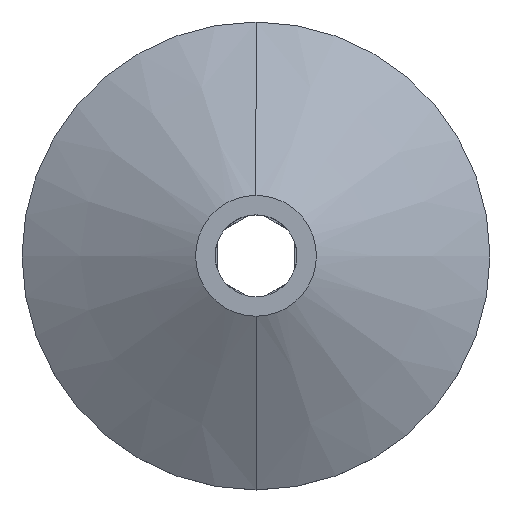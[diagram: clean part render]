
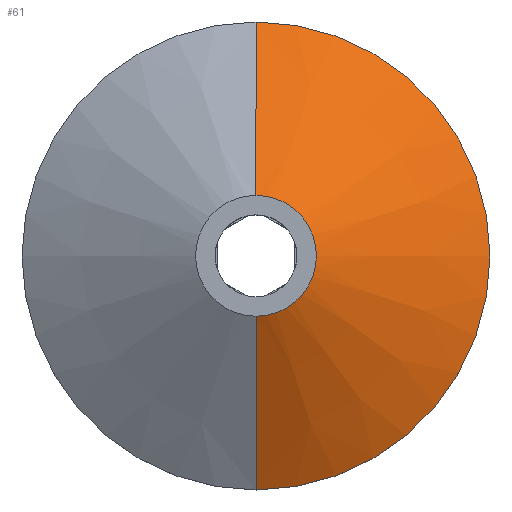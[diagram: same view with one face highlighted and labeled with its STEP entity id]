
A CAD part, top view. The second image highlights one B-rep face of the part: STEP entity #61.
In plain terms, the highlighted conical face has half-angle 60.673 degrees and reference radius 7.55 mm.
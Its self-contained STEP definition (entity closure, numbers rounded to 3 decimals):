
#61=ADVANCED_FACE('',(#143),#144,.T.);
#143=FACE_OUTER_BOUND('',#246,.T.);
#144=CONICAL_SURFACE('',#247,7.55,1.059);
#246=EDGE_LOOP('',(#358,#359,#360,#361));
#247=AXIS2_PLACEMENT_3D('',#362,#363,#364);
#358=ORIENTED_EDGE('',*,*,#608,.F.);
#359=ORIENTED_EDGE('',*,*,#609,.T.);
#360=ORIENTED_EDGE('',*,*,#610,.F.);
#361=ORIENTED_EDGE('',*,*,#604,.F.);
#362=CARTESIAN_POINT('',(0.,0.0,13.5));
#363=DIRECTION('',(0.,-0.0,-1.0));
#364=DIRECTION('',(0.0,1.0,0.0));
#604=EDGE_CURVE('',#708,#711,#712,.T.);
#608=EDGE_CURVE('',#717,#708,#718,.T.);
#609=EDGE_CURVE('',#717,#719,#720,.T.);
#610=EDGE_CURVE('',#711,#719,#721,.T.);
#708=VERTEX_POINT('',#851);
#711=VERTEX_POINT('',#855);
#712=CIRCLE('',#856,12.0);
#717=VERTEX_POINT('',#862);
#718=LINE('',#863,#864);
#719=VERTEX_POINT('',#865);
#720=CIRCLE('',#866,3.1);
#721=LINE('',#867,#868);
#851=CARTESIAN_POINT('',(0.,12.0,11.0));
#855=CARTESIAN_POINT('',(0.,-12.0,11.0));
#856=AXIS2_PLACEMENT_3D('',#1024,#1025,#1026);
#862=CARTESIAN_POINT('',(0.,3.1,16.0));
#863=CARTESIAN_POINT('',(0.,7.55,13.5));
#864=VECTOR('',#1031,1.0);
#865=CARTESIAN_POINT('',(0.,-3.1,16.0));
#866=AXIS2_PLACEMENT_3D('',#1032,#1033,#1034);
#867=CARTESIAN_POINT('',(0.,-7.55,13.5));
#868=VECTOR('',#1035,1.0);
#1024=CARTESIAN_POINT('',(0.,0.0,11.0));
#1025=DIRECTION('',(0.,0.0,-1.0));
#1026=DIRECTION('',(0.0,1.0,0.0));
#1031=DIRECTION('',(0.,0.872,-0.49));
#1032=CARTESIAN_POINT('',(0.,0.0,16.0));
#1033=DIRECTION('',(0.,0.0,-1.0));
#1034=DIRECTION('',(0.0,1.0,0.0));
#1035=DIRECTION('',(0.,0.872,0.49));
